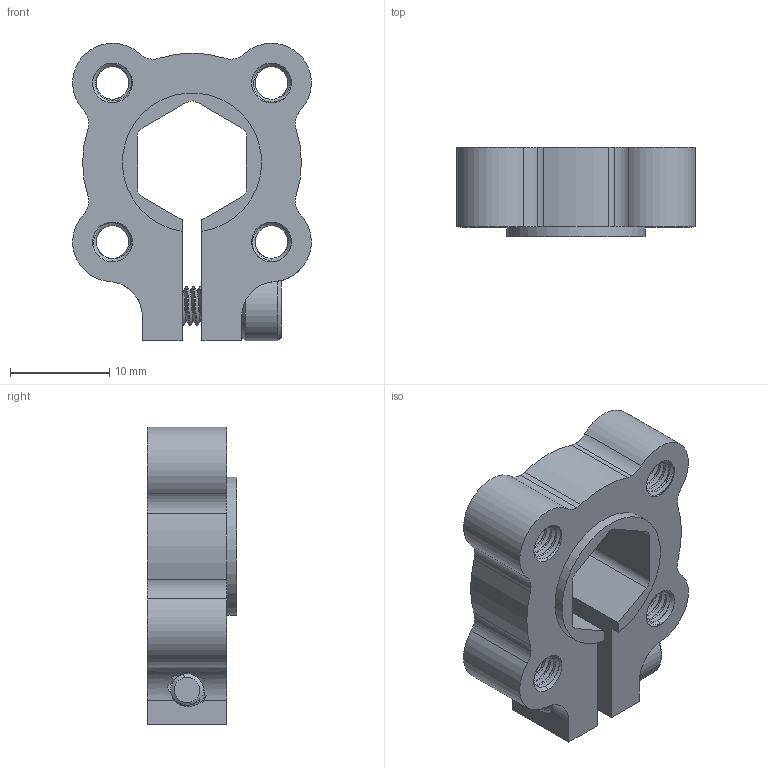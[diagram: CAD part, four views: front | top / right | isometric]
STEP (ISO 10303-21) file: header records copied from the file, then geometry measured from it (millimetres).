
FILE_DESCRIPTION (( 'STEP AP203' ), '1' );
FILE_NAME ('1301-0016-4012 assembly.STEP', '2018-05-03T01:27:18', ( '' ), ( '' ), 'SwSTEP 2.0', 'SolidWorks 2016', '' );
FILE_SCHEMA (( 'CONFIG_CONTROL_DESIGN' ));
Length unit declared in the file: millimetre
Products named in the file (3): 1301-0016-4012 assembly; 2800-0004-0010_90128A207; 1301-0016-4012
Assembly tree (2 placements, depth 2):
  1301-0016-4012 assembly
    1301-0016-4012
    2800-0004-0010_90128A207
Bounding box: 23.99 x 9 x 29.93 mm (x, y, z)
Volume: 3441.9 mm3; surface area: 3195 mm2
Topology: 2 solids, 2 shells, 386 faces, 1106 edges, 725 vertices
Faces by surface type: cylinder 306, cone 37, plane 28, bspline 15
Entity records: 30635 total; most frequent: CARTESIAN_POINT 21914, ORIENTED_EDGE 2212, DIRECTION 1381, EDGE_CURVE 1106, VERTEX_POINT 725, AXIS2_PLACEMENT_3D 505, EDGE_LOOP 399, ADVANCED_FACE 386
